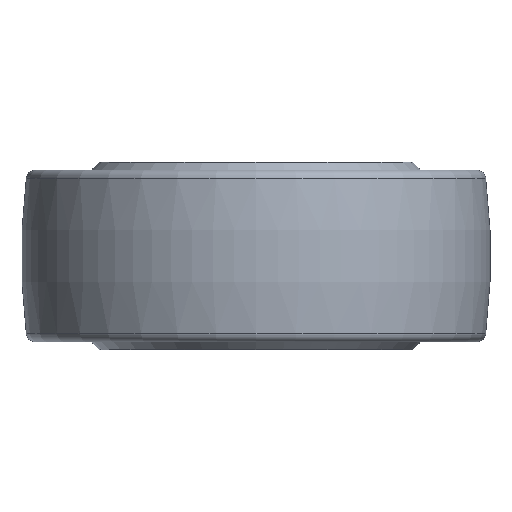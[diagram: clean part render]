
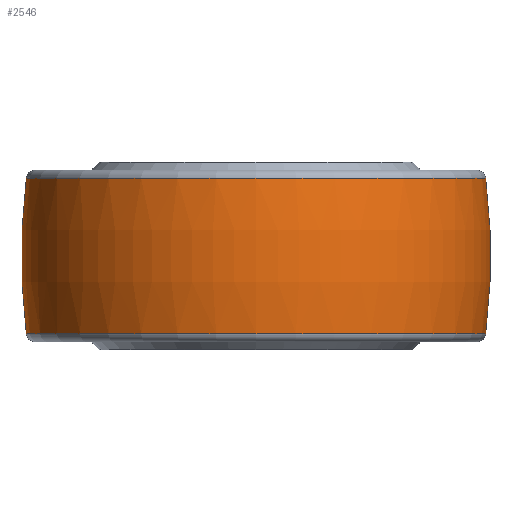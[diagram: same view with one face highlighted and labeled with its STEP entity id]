
A CAD part, front view. The second image highlights one B-rep face of the part: STEP entity #2546.
In plain terms, the highlighted toroidal (fillet/blend) face has major radius 125 mm and minor radius 200 mm.
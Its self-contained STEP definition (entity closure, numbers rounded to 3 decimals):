
#35 = DIRECTION ( 'NONE',  ( 0., 0., -1. ) ) ;
#88 = CARTESIAN_POINT ( 'NONE',  ( -125., 0., 0. ) ) ;
#133 = CIRCLE ( 'NONE', #6172, 73.447 ) ;
#209 = CIRCLE ( 'NONE', #5884, 200. ) ;
#254 = DIRECTION ( 'NONE',  ( 0., 0., 1. ) ) ;
#465 = EDGE_CURVE ( 'NONE', #3103, #3970, #6171, .T. ) ;
#607 = VERTEX_POINT ( 'NONE', #4869 ) ;
#866 = AXIS2_PLACEMENT_3D ( 'NONE', #3733, #2162, #1196 ) ;
#1196 = DIRECTION ( 'NONE',  ( 1., 0., 0. ) ) ;
#1438 = VERTEX_POINT ( 'NONE', #3555 ) ;
#1752 = EDGE_CURVE ( 'NONE', #1438, #3970, #209, .T. ) ;
#1798 = TOROIDAL_SURFACE ( 'NONE', #866, -125., 200. ) ;
#2011 = AXIS2_PLACEMENT_3D ( 'NONE', #3712, #5679, #6173 ) ;
#2064 = DIRECTION ( 'NONE',  ( 0., 1., 0. ) ) ;
#2162 = DIRECTION ( 'NONE',  ( 0., 0., -1. ) ) ;
#2171 = EDGE_CURVE ( 'NONE', #1438, #607, #133, .T. ) ;
#2508 = ORIENTED_EDGE ( 'NONE', *, *, #5217, .T. ) ;
#2546 = ADVANCED_FACE ( 'NONE', ( #3099 ), #1798, .T. ) ;
#2730 = DIRECTION ( 'NONE',  ( -1., 0., 0. ) ) ;
#2989 = DIRECTION ( 'NONE',  ( 0., 0., 1. ) ) ;
#3099 = FACE_OUTER_BOUND ( 'NONE', #4387, .T. ) ;
#3103 = VERTEX_POINT ( 'NONE', #6350 ) ;
#3301 = ORIENTED_EDGE ( 'NONE', *, *, #1752, .F. ) ;
#3426 = ORIENTED_EDGE ( 'NONE', *, *, #465, .T. ) ;
#3555 = CARTESIAN_POINT ( 'NONE',  ( 73.447, 0., 24.873 ) ) ;
#3712 = CARTESIAN_POINT ( 'NONE',  ( 125., 0., 0. ) ) ;
#3733 = CARTESIAN_POINT ( 'NONE',  ( 0., 0., 0. ) ) ;
#3970 = VERTEX_POINT ( 'NONE', #6137 ) ;
#4387 = EDGE_LOOP ( 'NONE', ( #5271, #2508, #3426, #3301 ) ) ;
#4663 = CARTESIAN_POINT ( 'NONE',  ( 0., 0., -24.873 ) ) ;
#4869 = CARTESIAN_POINT ( 'NONE',  ( -73.447, 0., 24.873 ) ) ;
#4910 = CARTESIAN_POINT ( 'NONE',  ( 0., 0., 24.873 ) ) ;
#5217 = EDGE_CURVE ( 'NONE', #607, #3103, #6322, .T. ) ;
#5271 = ORIENTED_EDGE ( 'NONE', *, *, #2171, .T. ) ;
#5679 = DIRECTION ( 'NONE',  ( 0., -1., 0. ) ) ;
#5884 = AXIS2_PLACEMENT_3D ( 'NONE', #88, #2064, #2989 ) ;
#5893 = AXIS2_PLACEMENT_3D ( 'NONE', #4663, #254, #2730 ) ;
#6137 = CARTESIAN_POINT ( 'NONE',  ( 73.447, 0., -24.873 ) ) ;
#6171 = CIRCLE ( 'NONE', #5893, 73.447 ) ;
#6172 = AXIS2_PLACEMENT_3D ( 'NONE', #4910, #35, #6362 ) ;
#6173 = DIRECTION ( 'NONE',  ( 1., 0., 0. ) ) ;
#6322 = CIRCLE ( 'NONE', #2011, 200. ) ;
#6350 = CARTESIAN_POINT ( 'NONE',  ( -73.447, 0., -24.873 ) ) ;
#6362 = DIRECTION ( 'NONE',  ( 1., 0., 0. ) ) ;
